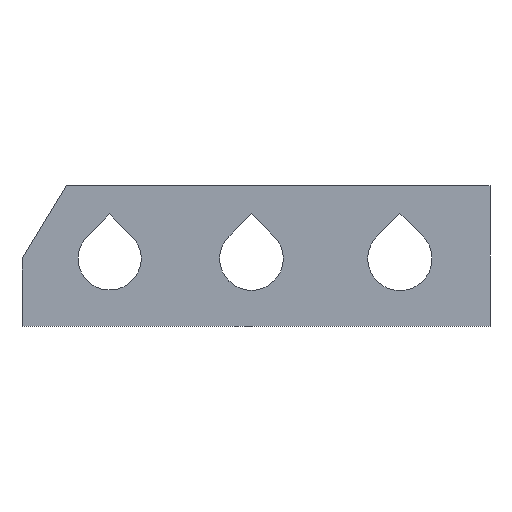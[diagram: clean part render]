
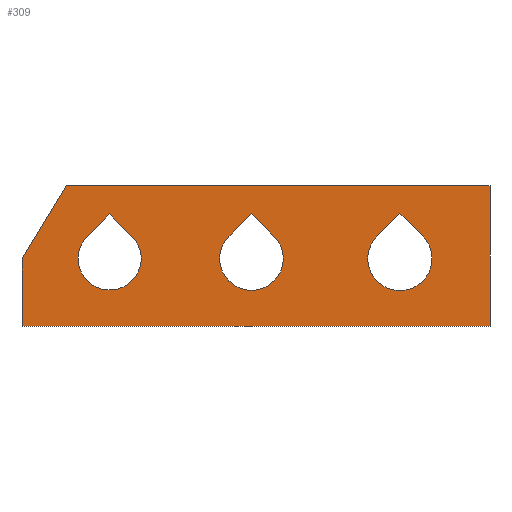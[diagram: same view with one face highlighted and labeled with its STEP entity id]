
A CAD part, front view. The second image highlights one B-rep face of the part: STEP entity #309.
In plain terms, the highlighted planar face has unit normal (0, -1, 0).
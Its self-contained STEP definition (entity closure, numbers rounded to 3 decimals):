
#21=FACE_BOUND('',#52,.T.);
#22=FACE_BOUND('',#53,.T.);
#23=FACE_BOUND('',#54,.T.);
#27=CIRCLE('',#343,3.025);
#28=CIRCLE('',#344,3.);
#29=CIRCLE('',#345,3.05);
#32=FACE_OUTER_BOUND('',#51,.T.);
#51=EDGE_LOOP('',(#228,#229,#230,#231,#232));
#52=EDGE_LOOP('',(#233,#234,#235));
#53=EDGE_LOOP('',(#236,#237,#238));
#54=EDGE_LOOP('',(#239,#240,#241));
#70=LINE('',#449,#106);
#82=LINE('',#479,#118);
#83=LINE('',#481,#119);
#84=LINE('',#483,#120);
#85=LINE('',#484,#121);
#86=LINE('',#489,#122);
#87=LINE('',#490,#123);
#88=LINE('',#495,#124);
#89=LINE('',#496,#125);
#90=LINE('',#501,#126);
#91=LINE('',#502,#127);
#106=VECTOR('',#365,10.);
#118=VECTOR('',#387,10.);
#119=VECTOR('',#388,10.);
#120=VECTOR('',#389,10.);
#121=VECTOR('',#390,10.);
#122=VECTOR('',#393,10.);
#123=VECTOR('',#394,10.);
#124=VECTOR('',#397,10.);
#125=VECTOR('',#398,10.);
#126=VECTOR('',#401,10.);
#127=VECTOR('',#402,10.);
#142=VERTEX_POINT('',#446);
#143=VERTEX_POINT('',#448);
#156=VERTEX_POINT('',#478);
#157=VERTEX_POINT('',#480);
#158=VERTEX_POINT('',#482);
#159=VERTEX_POINT('',#485);
#160=VERTEX_POINT('',#486);
#161=VERTEX_POINT('',#488);
#162=VERTEX_POINT('',#491);
#163=VERTEX_POINT('',#492);
#164=VERTEX_POINT('',#494);
#165=VERTEX_POINT('',#497);
#166=VERTEX_POINT('',#498);
#167=VERTEX_POINT('',#500);
#170=EDGE_CURVE('',#143,#142,#70,.T.);
#185=EDGE_CURVE('',#142,#156,#82,.T.);
#186=EDGE_CURVE('',#156,#157,#83,.T.);
#187=EDGE_CURVE('',#157,#158,#84,.T.);
#188=EDGE_CURVE('',#158,#143,#85,.T.);
#189=EDGE_CURVE('',#159,#160,#27,.T.);
#190=EDGE_CURVE('',#161,#159,#86,.T.);
#191=EDGE_CURVE('',#160,#161,#87,.T.);
#192=EDGE_CURVE('',#162,#163,#28,.T.);
#193=EDGE_CURVE('',#164,#162,#88,.T.);
#194=EDGE_CURVE('',#163,#164,#89,.T.);
#195=EDGE_CURVE('',#165,#166,#29,.T.);
#196=EDGE_CURVE('',#167,#165,#90,.T.);
#197=EDGE_CURVE('',#166,#167,#91,.T.);
#228=ORIENTED_EDGE('',*,*,#170,.T.);
#229=ORIENTED_EDGE('',*,*,#185,.T.);
#230=ORIENTED_EDGE('',*,*,#186,.T.);
#231=ORIENTED_EDGE('',*,*,#187,.T.);
#232=ORIENTED_EDGE('',*,*,#188,.T.);
#233=ORIENTED_EDGE('',*,*,#189,.F.);
#234=ORIENTED_EDGE('',*,*,#190,.F.);
#235=ORIENTED_EDGE('',*,*,#191,.F.);
#236=ORIENTED_EDGE('',*,*,#192,.F.);
#237=ORIENTED_EDGE('',*,*,#193,.F.);
#238=ORIENTED_EDGE('',*,*,#194,.F.);
#239=ORIENTED_EDGE('',*,*,#195,.F.);
#240=ORIENTED_EDGE('',*,*,#196,.F.);
#241=ORIENTED_EDGE('',*,*,#197,.F.);
#296=PLANE('',#342);
#309=ADVANCED_FACE('',(#32,#21,#22,#23),#296,.F.);
#342=AXIS2_PLACEMENT_3D('',#477,#385,#386);
#343=AXIS2_PLACEMENT_3D('',#487,#391,#392);
#344=AXIS2_PLACEMENT_3D('',#493,#395,#396);
#345=AXIS2_PLACEMENT_3D('',#499,#399,#400);
#365=DIRECTION('',(-0.518,0.,-0.855));
#385=DIRECTION('center_axis',(0.,1.,0.));
#386=DIRECTION('ref_axis',(1.,0.,0.));
#387=DIRECTION('',(0.,0.,-1.));
#388=DIRECTION('',(1.,0.,0.));
#389=DIRECTION('',(0.,0.,1.));
#390=DIRECTION('',(-1.,0.,0.));
#391=DIRECTION('center_axis',(0.,-1.,0.));
#392=DIRECTION('ref_axis',(1.,0.,0.));
#393=DIRECTION('',(-0.707,0.,-0.707));
#394=DIRECTION('',(-0.707,0.,0.707));
#395=DIRECTION('center_axis',(0.,-1.,0.));
#396=DIRECTION('ref_axis',(1.,0.,0.));
#397=DIRECTION('',(-0.707,0.,-0.707));
#398=DIRECTION('',(-0.707,0.,0.707));
#399=DIRECTION('center_axis',(0.,-1.,0.));
#400=DIRECTION('ref_axis',(1.,0.,0.));
#401=DIRECTION('',(-0.707,0.,-0.707));
#402=DIRECTION('',(-0.707,0.,0.707));
#446=CARTESIAN_POINT('',(0.,0.,6.424));
#448=CARTESIAN_POINT('',(4.23,0.,13.402));
#449=CARTESIAN_POINT('',(5.166,0.,14.946));
#477=CARTESIAN_POINT('Origin',(22.25,0.,6.701));
#478=CARTESIAN_POINT('',(0.,0.,0.));
#479=CARTESIAN_POINT('',(0.,0.,13.402));
#480=CARTESIAN_POINT('',(44.501,0.,0.));
#481=CARTESIAN_POINT('',(0.,0.,0.));
#482=CARTESIAN_POINT('',(44.501,0.,13.402));
#483=CARTESIAN_POINT('',(44.501,0.,0.));
#484=CARTESIAN_POINT('',(44.501,0.,13.402));
#485=CARTESIAN_POINT('',(19.683,0.,8.596));
#486=CARTESIAN_POINT('',(23.961,0.,8.596));
#487=CARTESIAN_POINT('Origin',(21.822,0.,6.457));
#488=CARTESIAN_POINT('',(21.822,0.,10.735));
#489=CARTESIAN_POINT('',(21.822,0.,10.735));
#490=CARTESIAN_POINT('',(23.961,0.,8.596));
#491=CARTESIAN_POINT('',(6.208,0.,8.578));
#492=CARTESIAN_POINT('',(10.45,0.,8.578));
#493=CARTESIAN_POINT('Origin',(8.329,0.,6.457));
#494=CARTESIAN_POINT('',(8.329,0.,10.699));
#495=CARTESIAN_POINT('',(8.329,0.,10.699));
#496=CARTESIAN_POINT('',(10.45,0.,8.578));
#497=CARTESIAN_POINT('',(33.78,0.,8.613));
#498=CARTESIAN_POINT('',(38.093,0.,8.613));
#499=CARTESIAN_POINT('Origin',(35.937,0.,6.457));
#500=CARTESIAN_POINT('',(35.937,0.,10.77));
#501=CARTESIAN_POINT('',(33.78,0.,8.613));
#502=CARTESIAN_POINT('',(38.093,0.,8.613));
